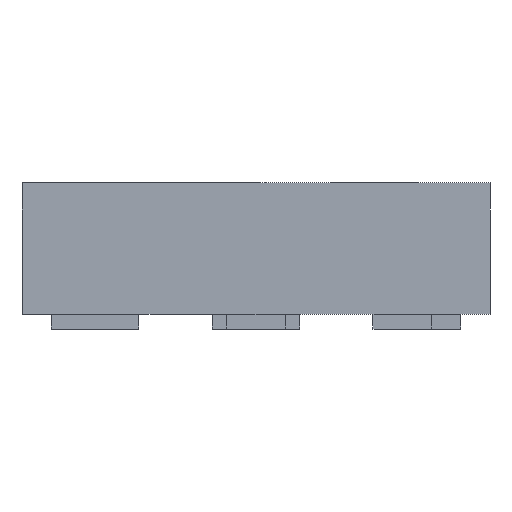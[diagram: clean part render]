
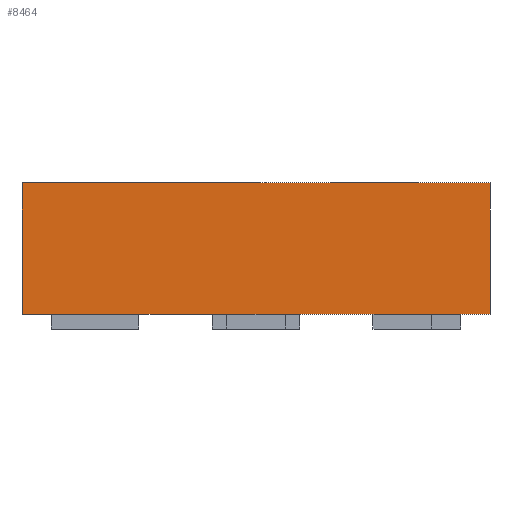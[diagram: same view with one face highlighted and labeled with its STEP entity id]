
A CAD part, left-side view. The second image highlights one B-rep face of the part: STEP entity #8464.
In plain terms, the highlighted planar face has unit normal (-1, 0, 0).
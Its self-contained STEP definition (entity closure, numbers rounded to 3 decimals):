
#1129 = PLANE('',#1130);
#1130 = AXIS2_PLACEMENT_3D('',#1131,#1132,#1133);
#1131 = CARTESIAN_POINT('',(-0.8,-0.8,0.5));
#1132 = DIRECTION('',(0.,0.,-1.));
#1133 = DIRECTION('',(0.,1.,0.));
#3204 = EDGE_CURVE('',#3205,#3207,#3209,.T.);
#3205 = VERTEX_POINT('',#3206);
#3206 = CARTESIAN_POINT('',(-0.8,0.8,0.5));
#3207 = VERTEX_POINT('',#3208);
#3208 = CARTESIAN_POINT('',(-0.8,-0.8,0.5));
#3209 = SURFACE_CURVE('',#3210,(#3214,#3221),.PCURVE_S1.);
#3210 = LINE('',#3211,#3212);
#3211 = CARTESIAN_POINT('',(-0.8,-0.8,0.5));
#3212 = VECTOR('',#3213,1.);
#3213 = DIRECTION('',(0.,-1.,0.));
#3214 = PCURVE('',#1129,#3215);
#3215 = DEFINITIONAL_REPRESENTATION('',(#3216),#3220);
#3216 = LINE('',#3217,#3218);
#3217 = CARTESIAN_POINT('',(0.,0.));
#3218 = VECTOR('',#3219,1.);
#3219 = DIRECTION('',(-1.,0.));
#3220 = ( GEOMETRIC_REPRESENTATION_CONTEXT(2) 
PARAMETRIC_REPRESENTATION_CONTEXT() REPRESENTATION_CONTEXT('2D SPACE',''
  ) );
#3221 = PCURVE('',#3222,#3227);
#3222 = PLANE('',#3223);
#3223 = AXIS2_PLACEMENT_3D('',#3224,#3225,#3226);
#3224 = CARTESIAN_POINT('',(-0.8,-0.8,0.5));
#3225 = DIRECTION('',(1.,0.,0.));
#3226 = DIRECTION('',(0.,1.,0.));
#3227 = DEFINITIONAL_REPRESENTATION('',(#3228),#3232);
#3228 = LINE('',#3229,#3230);
#3229 = CARTESIAN_POINT('',(0.,0.));
#3230 = VECTOR('',#3231,1.);
#3231 = DIRECTION('',(-1.,0.));
#3232 = ( GEOMETRIC_REPRESENTATION_CONTEXT(2) 
PARAMETRIC_REPRESENTATION_CONTEXT() REPRESENTATION_CONTEXT('2D SPACE',''
  ) );
#3250 = PLANE('',#3251);
#3251 = AXIS2_PLACEMENT_3D('',#3252,#3253,#3254);
#3252 = CARTESIAN_POINT('',(-0.8,-0.8,0.5));
#3253 = DIRECTION('',(0.,1.,0.));
#3254 = DIRECTION('',(-1.,0.,0.));
#3304 = PLANE('',#3305);
#3305 = AXIS2_PLACEMENT_3D('',#3306,#3307,#3308);
#3306 = CARTESIAN_POINT('',(-0.8,0.8,0.5));
#3307 = DIRECTION('',(0.,-1.,0.));
#3308 = DIRECTION('',(1.,0.,0.));
#8464 = ADVANCED_FACE('',(#8465),#3222,.F.);
#8465 = FACE_BOUND('',#8466,.T.);
#8466 = EDGE_LOOP('',(#8467,#8497,#8518,#8519));
#8467 = ORIENTED_EDGE('',*,*,#8468,.T.);
#8468 = EDGE_CURVE('',#8469,#8471,#8473,.T.);
#8469 = VERTEX_POINT('',#8470);
#8470 = CARTESIAN_POINT('',(-0.8,0.8,0.05));
#8471 = VERTEX_POINT('',#8472);
#8472 = CARTESIAN_POINT('',(-0.8,-0.8,0.05));
#8473 = SURFACE_CURVE('',#8474,(#8478,#8485),.PCURVE_S1.);
#8474 = LINE('',#8475,#8476);
#8475 = CARTESIAN_POINT('',(-0.8,-0.8,0.05));
#8476 = VECTOR('',#8477,1.);
#8477 = DIRECTION('',(0.,-1.,0.));
#8478 = PCURVE('',#3222,#8479);
#8479 = DEFINITIONAL_REPRESENTATION('',(#8480),#8484);
#8480 = LINE('',#8481,#8482);
#8481 = CARTESIAN_POINT('',(0.,-0.45));
#8482 = VECTOR('',#8483,1.);
#8483 = DIRECTION('',(-1.,0.));
#8484 = ( GEOMETRIC_REPRESENTATION_CONTEXT(2) 
PARAMETRIC_REPRESENTATION_CONTEXT() REPRESENTATION_CONTEXT('2D SPACE',''
  ) );
#8485 = PCURVE('',#8486,#8491);
#8486 = PLANE('',#8487);
#8487 = AXIS2_PLACEMENT_3D('',#8488,#8489,#8490);
#8488 = CARTESIAN_POINT('',(-0.8,-0.8,0.05));
#8489 = DIRECTION('',(0.,0.,-1.));
#8490 = DIRECTION('',(0.,1.,0.));
#8491 = DEFINITIONAL_REPRESENTATION('',(#8492),#8496);
#8492 = LINE('',#8493,#8494);
#8493 = CARTESIAN_POINT('',(0.,0.));
#8494 = VECTOR('',#8495,1.);
#8495 = DIRECTION('',(-1.,0.));
#8496 = ( GEOMETRIC_REPRESENTATION_CONTEXT(2) 
PARAMETRIC_REPRESENTATION_CONTEXT() REPRESENTATION_CONTEXT('2D SPACE',''
  ) );
#8497 = ORIENTED_EDGE('',*,*,#8498,.F.);
#8498 = EDGE_CURVE('',#3207,#8471,#8499,.T.);
#8499 = SURFACE_CURVE('',#8500,(#8504,#8511),.PCURVE_S1.);
#8500 = LINE('',#8501,#8502);
#8501 = CARTESIAN_POINT('',(-0.8,-0.8,0.5));
#8502 = VECTOR('',#8503,1.);
#8503 = DIRECTION('',(0.,0.,-1.));
#8504 = PCURVE('',#3222,#8505);
#8505 = DEFINITIONAL_REPRESENTATION('',(#8506),#8510);
#8506 = LINE('',#8507,#8508);
#8507 = CARTESIAN_POINT('',(0.,0.));
#8508 = VECTOR('',#8509,1.);
#8509 = DIRECTION('',(0.,-1.));
#8510 = ( GEOMETRIC_REPRESENTATION_CONTEXT(2) 
PARAMETRIC_REPRESENTATION_CONTEXT() REPRESENTATION_CONTEXT('2D SPACE',''
  ) );
#8511 = PCURVE('',#3250,#8512);
#8512 = DEFINITIONAL_REPRESENTATION('',(#8513),#8517);
#8513 = LINE('',#8514,#8515);
#8514 = CARTESIAN_POINT('',(0.,0.));
#8515 = VECTOR('',#8516,1.);
#8516 = DIRECTION('',(0.,-1.));
#8517 = ( GEOMETRIC_REPRESENTATION_CONTEXT(2) 
PARAMETRIC_REPRESENTATION_CONTEXT() REPRESENTATION_CONTEXT('2D SPACE',''
  ) );
#8518 = ORIENTED_EDGE('',*,*,#3204,.F.);
#8519 = ORIENTED_EDGE('',*,*,#8520,.T.);
#8520 = EDGE_CURVE('',#3205,#8469,#8521,.T.);
#8521 = SURFACE_CURVE('',#8522,(#8526,#8533),.PCURVE_S1.);
#8522 = LINE('',#8523,#8524);
#8523 = CARTESIAN_POINT('',(-0.8,0.8,0.5));
#8524 = VECTOR('',#8525,1.);
#8525 = DIRECTION('',(0.,0.,-1.));
#8526 = PCURVE('',#3222,#8527);
#8527 = DEFINITIONAL_REPRESENTATION('',(#8528),#8532);
#8528 = LINE('',#8529,#8530);
#8529 = CARTESIAN_POINT('',(1.6,0.));
#8530 = VECTOR('',#8531,1.);
#8531 = DIRECTION('',(0.,-1.));
#8532 = ( GEOMETRIC_REPRESENTATION_CONTEXT(2) 
PARAMETRIC_REPRESENTATION_CONTEXT() REPRESENTATION_CONTEXT('2D SPACE',''
  ) );
#8533 = PCURVE('',#3304,#8534);
#8534 = DEFINITIONAL_REPRESENTATION('',(#8535),#8539);
#8535 = LINE('',#8536,#8537);
#8536 = CARTESIAN_POINT('',(0.,0.));
#8537 = VECTOR('',#8538,1.);
#8538 = DIRECTION('',(0.,-1.));
#8539 = ( GEOMETRIC_REPRESENTATION_CONTEXT(2) 
PARAMETRIC_REPRESENTATION_CONTEXT() REPRESENTATION_CONTEXT('2D SPACE',''
  ) );
